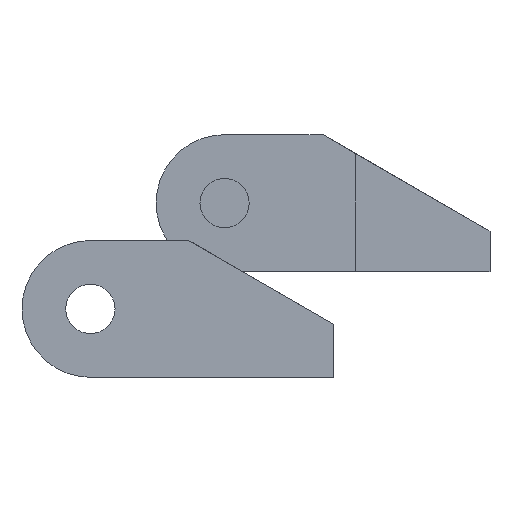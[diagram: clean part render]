
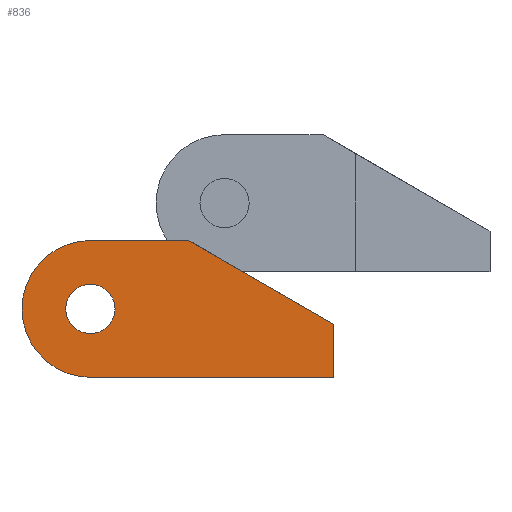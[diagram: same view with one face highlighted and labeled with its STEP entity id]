
A CAD part, front view. The second image highlights one B-rep face of the part: STEP entity #836.
In plain terms, the highlighted planar face has unit normal (0, -1, 0).
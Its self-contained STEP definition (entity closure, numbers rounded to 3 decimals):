
#31=FACE_BOUND('',#147,.T.);
#49=CIRCLE('',#932,6.25);
#52=CIRCLE('',#937,2.25);
#96=FACE_OUTER_BOUND('',#146,.T.);
#146=EDGE_LOOP('',(#621,#622,#623,#624,#625));
#147=EDGE_LOOP('',(#626));
#206=LINE('',#1265,#294);
#210=LINE('',#1277,#298);
#229=LINE('',#1319,#317);
#230=LINE('',#1320,#318);
#294=VECTOR('',#1024,9.);
#298=VECTOR('',#1036,15.3);
#317=VECTOR('',#1073,22.25);
#318=VECTOR('',#1074,4.85);
#379=VERTEX_POINT('',#1253);
#380=VERTEX_POINT('',#1254);
#384=VERTEX_POINT('',#1264);
#386=VERTEX_POINT('',#1270);
#388=VERTEX_POINT('',#1276);
#402=VERTEX_POINT('',#1318);
#459=EDGE_CURVE('',#379,#380,#49,.T.);
#464=EDGE_CURVE('',#380,#384,#206,.T.);
#467=EDGE_CURVE('',#386,#386,#52,.T.);
#470=EDGE_CURVE('',#384,#388,#210,.T.);
#491=EDGE_CURVE('',#402,#379,#229,.T.);
#492=EDGE_CURVE('',#388,#402,#230,.T.);
#621=ORIENTED_EDGE('',*,*,#459,.F.);
#622=ORIENTED_EDGE('',*,*,#491,.F.);
#623=ORIENTED_EDGE('',*,*,#492,.F.);
#624=ORIENTED_EDGE('',*,*,#470,.F.);
#625=ORIENTED_EDGE('',*,*,#464,.F.);
#626=ORIENTED_EDGE('',*,*,#467,.T.);
#800=PLANE('',#947);
#836=ADVANCED_FACE('',(#96,#31),#800,.T.);
#932=AXIS2_PLACEMENT_3D('',#1255,#1015,#1016);
#937=AXIS2_PLACEMENT_3D('',#1271,#1030,#1031);
#947=AXIS2_PLACEMENT_3D('',#1317,#1071,#1072);
#1015=DIRECTION('center_axis',(0.,1.,0.));
#1016=DIRECTION('ref_axis',(0.,0.,-1.));
#1024=DIRECTION('',(1.,0.,0.));
#1030=DIRECTION('center_axis',(0.,1.,0.));
#1031=DIRECTION('ref_axis',(1.,0.,0.));
#1036=DIRECTION('',(0.866,0.,-0.5));
#1071=DIRECTION('center_axis',(0.,-1.,0.));
#1072=DIRECTION('ref_axis',(0.,0.,-1.));
#1073=DIRECTION('',(-1.,0.,0.));
#1074=DIRECTION('',(0.,0.,-1.));
#1253=CARTESIAN_POINT('',(-50.,-3.,29.75));
#1254=CARTESIAN_POINT('',(-50.,-3.,42.25));
#1255=CARTESIAN_POINT('Origin',(-50.,-3.,36.));
#1264=CARTESIAN_POINT('',(-41.,-3.,42.25));
#1265=CARTESIAN_POINT('',(-50.,-3.,42.25));
#1270=CARTESIAN_POINT('',(-52.25,-3.,36.));
#1271=CARTESIAN_POINT('Origin',(-50.,-3.,36.));
#1276=CARTESIAN_POINT('',(-27.75,-3.,34.6));
#1277=CARTESIAN_POINT('',(-41.,-3.,42.25));
#1317=CARTESIAN_POINT('Origin',(-42.052,-3.,35.095));
#1318=CARTESIAN_POINT('',(-27.75,-3.,29.75));
#1319=CARTESIAN_POINT('',(-27.75,-3.,29.75));
#1320=CARTESIAN_POINT('',(-27.75,-3.,34.6));
